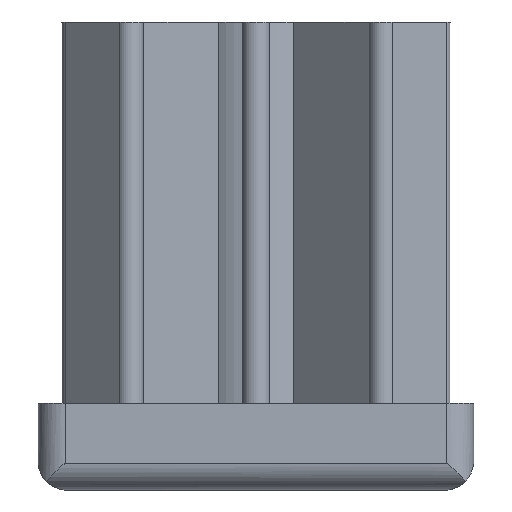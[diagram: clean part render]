
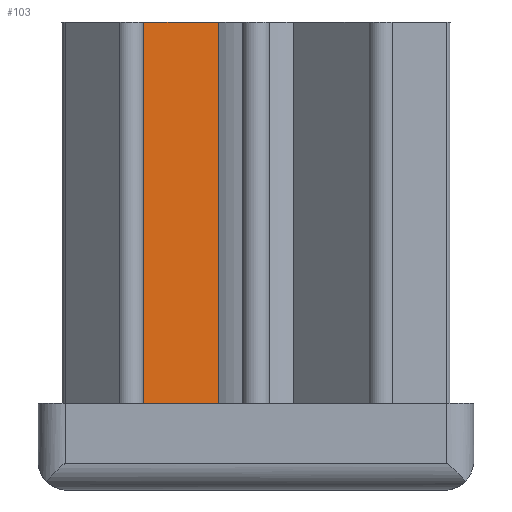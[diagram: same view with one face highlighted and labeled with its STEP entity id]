
A CAD part, front view. The second image highlights one B-rep face of the part: STEP entity #103.
In plain terms, the highlighted planar face has unit normal (0.707, -0.707, 0).
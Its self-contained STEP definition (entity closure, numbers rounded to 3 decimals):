
#103 = ADVANCED_FACE( '', ( #261 ), #262, .F. );
#261 = FACE_OUTER_BOUND( '', #476, .T. );
#262 = PLANE( '', #477 );
#476 = EDGE_LOOP( '', ( #768, #769, #770, #771 ) );
#477 = AXIS2_PLACEMENT_3D( '', #772, #773, #774 );
#768 = ORIENTED_EDGE( '', *, *, #1384, .T. );
#769 = ORIENTED_EDGE( '', *, *, #1378, .T. );
#770 = ORIENTED_EDGE( '', *, *, #1385, .F. );
#771 = ORIENTED_EDGE( '', *, *, #1386, .F. );
#772 = CARTESIAN_POINT( '', ( -12.348, -14.116, 43. ) );
#773 = DIRECTION( '', ( -0.707, 0.707, 0. ) );
#774 = DIRECTION( '', ( -0.707, -0.707, 0. ) );
#1378 = EDGE_CURVE( '', #1696, #1694, #1697, .T. );
#1384 = EDGE_CURVE( '', #1706, #1696, #1707, .T. );
#1385 = EDGE_CURVE( '', #1708, #1694, #1709, .T. );
#1386 = EDGE_CURVE( '', #1706, #1708, #1710, .T. );
#1694 = VERTEX_POINT( '', #2159 );
#1696 = VERTEX_POINT( '', #2161 );
#1697 = LINE( '', #2162, #2163 );
#1706 = VERTEX_POINT( '', #2174 );
#1707 = LINE( '', #2175, #2176 );
#1708 = VERTEX_POINT( '', #2177 );
#1709 = LINE( '', #2178, #2179 );
#1710 = LINE( '', #2180, #2181 );
#2159 = CARTESIAN_POINT( '', ( -3.446, -5.214, 8. ) );
#2161 = CARTESIAN_POINT( '', ( -12.348, -14.116, 8. ) );
#2162 = CARTESIAN_POINT( '', ( -12.348, -14.116, 8. ) );
#2163 = VECTOR( '', #2684, 1000. );
#2174 = CARTESIAN_POINT( '', ( -12.348, -14.116, 43. ) );
#2175 = CARTESIAN_POINT( '', ( -12.348, -14.116, 43. ) );
#2176 = VECTOR( '', #2693, 1000. );
#2177 = CARTESIAN_POINT( '', ( -3.446, -5.214, 43. ) );
#2178 = CARTESIAN_POINT( '', ( -3.446, -5.214, 43. ) );
#2179 = VECTOR( '', #2694, 1000. );
#2180 = CARTESIAN_POINT( '', ( -12.348, -14.116, 43. ) );
#2181 = VECTOR( '', #2695, 1000. );
#2684 = DIRECTION( '', ( 0.707, 0.707, 0. ) );
#2693 = DIRECTION( '', ( 0., 0., -1. ) );
#2694 = DIRECTION( '', ( 0., 0., -1. ) );
#2695 = DIRECTION( '', ( 0.707, 0.707, 0. ) );
